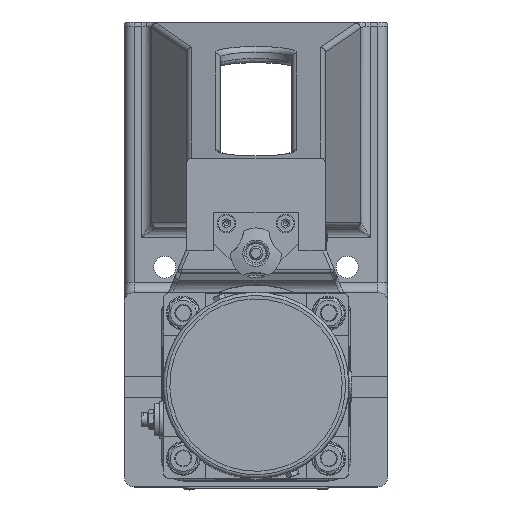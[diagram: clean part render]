
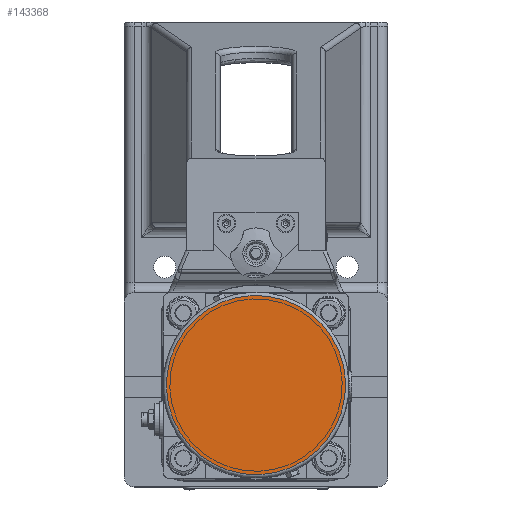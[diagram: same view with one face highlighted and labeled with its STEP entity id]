
A CAD part, top view. The second image highlights one B-rep face of the part: STEP entity #143368.
In plain terms, the highlighted planar face has unit normal (0, 0, 1).
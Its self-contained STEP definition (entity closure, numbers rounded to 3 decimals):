
#38315=PLANE('',#150573);
#45217=FACE_OUTER_BOUND('',#52877,.T.);
#52877=EDGE_LOOP('',(#111415));
#58053=CIRCLE('',#150572,53.);
#65003=VERTEX_POINT('',#211982);
#81685=EDGE_CURVE('',#65003,#65003,#58053,.T.);
#111415=ORIENTED_EDGE('',*,*,#81685,.F.);
#143368=ADVANCED_FACE('',(#45217),#38315,.F.);
#150572=AXIS2_PLACEMENT_3D('',#211983,#167608,#167609);
#150573=AXIS2_PLACEMENT_3D('',#211984,#167610,#167611);
#167608=DIRECTION('center_axis',(0.,0.,
-1.));
#167609=DIRECTION('ref_axis',(-0.924,-0.383,0.));
#167610=DIRECTION('center_axis',(0.,0.,
-1.));
#167611=DIRECTION('ref_axis',(-0.924,-0.383,0.));
#211982=CARTESIAN_POINT('',(48.966,6.282,426.));
#211983=CARTESIAN_POINT('Origin',(0.,-14.,426.));
#211984=CARTESIAN_POINT('Origin',(0.,-14.,426.));
